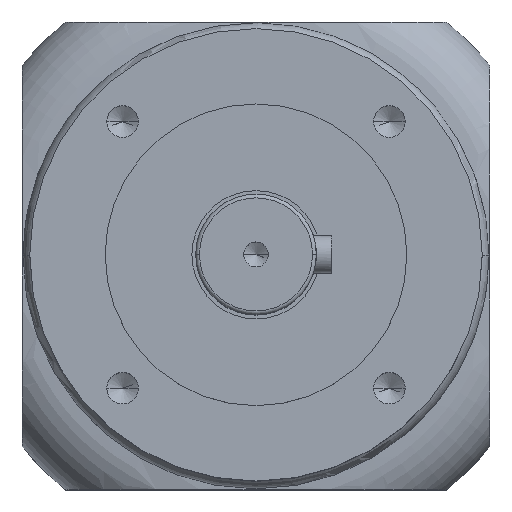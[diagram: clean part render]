
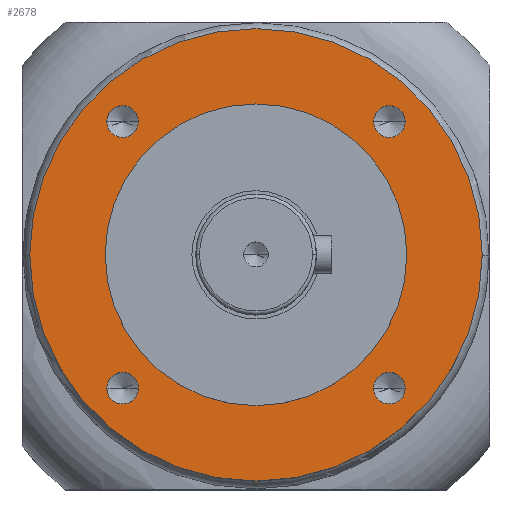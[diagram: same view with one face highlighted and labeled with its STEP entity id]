
A CAD part, top view. The second image highlights one B-rep face of the part: STEP entity #2678.
In plain terms, the highlighted planar face has unit normal (0, 0, 1).
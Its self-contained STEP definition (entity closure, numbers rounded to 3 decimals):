
#50 = CARTESIAN_POINT ( 'NONE',  ( 17.678, -17.678, -31. ) ) ;
#59 = CARTESIAN_POINT ( 'NONE',  ( 0., 30., -31. ) ) ;
#83 = FACE_BOUND ( 'NONE', #2065, .T. ) ;
#111 = CIRCLE ( 'NONE', #2712, 2.1 ) ;
#318 = CARTESIAN_POINT ( 'NONE',  ( -17.678, 17.678, -31. ) ) ;
#329 = CIRCLE ( 'NONE', #3379, 20. ) ;
#437 = EDGE_CURVE ( 'NONE', #5715, #3518, #111, .T. ) ;
#442 = DIRECTION ( 'NONE',  ( 0., 0., 1. ) ) ;
#491 = AXIS2_PLACEMENT_3D ( 'NONE', #1237, #4746, #1748 ) ;
#560 = DIRECTION ( 'NONE',  ( 1., 0., 0. ) ) ;
#630 = VERTEX_POINT ( 'NONE', #5002 ) ;
#668 = DIRECTION ( 'NONE',  ( 0., 0., 1. ) ) ;
#782 = AXIS2_PLACEMENT_3D ( 'NONE', #4158, #1176, #4673 ) ;
#788 = CIRCLE ( 'NONE', #6398, 2.1 ) ;
#975 = CARTESIAN_POINT ( 'NONE',  ( 0., 0., -31. ) ) ;
#1039 = EDGE_LOOP ( 'NONE', ( #3382, #3434 ) ) ;
#1111 = EDGE_LOOP ( 'NONE', ( #3591, #3600 ) ) ;
#1176 = DIRECTION ( 'NONE',  ( 0., 0., 1. ) ) ;
#1237 = CARTESIAN_POINT ( 'NONE',  ( 0., 0., -31. ) ) ;
#1267 = FACE_BOUND ( 'NONE', #1111, .T. ) ;
#1310 = AXIS2_PLACEMENT_3D ( 'NONE', #975, #4462, #1463 ) ;
#1314 = EDGE_CURVE ( 'NONE', #3518, #5715, #3639, .T. ) ;
#1463 = DIRECTION ( 'NONE',  ( 1., 0., 0. ) ) ;
#1468 = DIRECTION ( 'NONE',  ( 1., 0., 0. ) ) ;
#1480 = AXIS2_PLACEMENT_3D ( 'NONE', #59, #2577, #6099 ) ;
#1585 = CARTESIAN_POINT ( 'NONE',  ( 0., 0., -31. ) ) ;
#1606 = CARTESIAN_POINT ( 'NONE',  ( 19.778, -17.678, -31. ) ) ;
#1748 = DIRECTION ( 'NONE',  ( 1., 0., 0. ) ) ;
#1815 = CIRCLE ( 'NONE', #6392, 2.1 ) ;
#1857 = CARTESIAN_POINT ( 'NONE',  ( 17.678, 17.678, -31. ) ) ;
#1870 = EDGE_CURVE ( 'NONE', #630, #2706, #2482, .T. ) ;
#1907 = CARTESIAN_POINT ( 'NONE',  ( -17.678, -17.678, -31. ) ) ;
#1980 = EDGE_CURVE ( 'NONE', #6378, #5798, #2175, .T. ) ;
#2065 = EDGE_LOOP ( 'NONE', ( #3450, #3468 ) ) ;
#2095 = DIRECTION ( 'NONE',  ( 1., 0., 0. ) ) ;
#2104 = EDGE_CURVE ( 'NONE', #2706, #630, #2701, .T. ) ;
#2116 = CARTESIAN_POINT ( 'NONE',  ( -15.578, -17.678, -31. ) ) ;
#2175 = CIRCLE ( 'NONE', #1310, 30. ) ;
#2374 = DIRECTION ( 'NONE',  ( 1., 0., 0. ) ) ;
#2393 = CARTESIAN_POINT ( 'NONE',  ( 19.778, 17.678, -31. ) ) ;
#2416 = DIRECTION ( 'NONE',  ( 1., 0., 0. ) ) ;
#2442 = CIRCLE ( 'NONE', #782, 2.1 ) ;
#2457 = DIRECTION ( 'NONE',  ( 0., 0., 1. ) ) ;
#2482 = CIRCLE ( 'NONE', #5800, 2.1 ) ;
#2501 = CARTESIAN_POINT ( 'NONE',  ( 30., 0., -31. ) ) ;
#2575 = VERTEX_POINT ( 'NONE', #2966 ) ;
#2577 = DIRECTION ( 'NONE',  ( 0., 0., -1. ) ) ;
#2678 = ADVANCED_FACE ( 'NONE', ( #5104, #3756, #83, #1267, #4942, #6280 ), #5082, .F. ) ;
#2701 = CIRCLE ( 'NONE', #3310, 2.1 ) ;
#2706 = VERTEX_POINT ( 'NONE', #2116 ) ;
#2712 = AXIS2_PLACEMENT_3D ( 'NONE', #4548, #4212, #4075 ) ;
#2966 = CARTESIAN_POINT ( 'NONE',  ( -20., 0., -31. ) ) ;
#3104 = EDGE_CURVE ( 'NONE', #5330, #4580, #788, .T. ) ;
#3127 = VERTEX_POINT ( 'NONE', #3362 ) ;
#3142 = AXIS2_PLACEMENT_3D ( 'NONE', #318, #6507, #1468 ) ;
#3246 = AXIS2_PLACEMENT_3D ( 'NONE', #3456, #442, #3931 ) ;
#3249 = EDGE_CURVE ( 'NONE', #2575, #3127, #4289, .T. ) ;
#3304 = ORIENTED_EDGE ( 'NONE', *, *, #437, .F. ) ;
#3310 = AXIS2_PLACEMENT_3D ( 'NONE', #5452, #2457, #5965 ) ;
#3332 = EDGE_CURVE ( 'NONE', #5962, #5721, #4852, .T. ) ;
#3351 = ORIENTED_EDGE ( 'NONE', *, *, #1314, .F. ) ;
#3360 = EDGE_LOOP ( 'NONE', ( #3304, #3351 ) ) ;
#3362 = CARTESIAN_POINT ( 'NONE',  ( 20., 0., -31. ) ) ;
#3379 = AXIS2_PLACEMENT_3D ( 'NONE', #1585, #5085, #2095 ) ;
#3382 = ORIENTED_EDGE ( 'NONE', *, *, #3862, .F. ) ;
#3403 = CARTESIAN_POINT ( 'NONE',  ( -19.778, 17.678, -31. ) ) ;
#3434 = ORIENTED_EDGE ( 'NONE', *, *, #3104, .F. ) ;
#3450 = ORIENTED_EDGE ( 'NONE', *, *, #3332, .F. ) ;
#3456 = CARTESIAN_POINT ( 'NONE',  ( 0., 0., -31. ) ) ;
#3468 = ORIENTED_EDGE ( 'NONE', *, *, #3770, .F. ) ;
#3469 = CIRCLE ( 'NONE', #491, 30. ) ;
#3518 = VERTEX_POINT ( 'NONE', #3403 ) ;
#3560 = DIRECTION ( 'NONE',  ( 0., 0., 1. ) ) ;
#3591 = ORIENTED_EDGE ( 'NONE', *, *, #2104, .F. ) ;
#3600 = ORIENTED_EDGE ( 'NONE', *, *, #1870, .F. ) ;
#3620 = ORIENTED_EDGE ( 'NONE', *, *, #5450, .F. ) ;
#3629 = ORIENTED_EDGE ( 'NONE', *, *, #3249, .F. ) ;
#3639 = CIRCLE ( 'NONE', #3142, 2.1 ) ;
#3650 = CARTESIAN_POINT ( 'NONE',  ( 17.678, -17.678, -31. ) ) ;
#3678 = ORIENTED_EDGE ( 'NONE', *, *, #4901, .T. ) ;
#3696 = ORIENTED_EDGE ( 'NONE', *, *, #1980, .T. ) ;
#3697 = EDGE_LOOP ( 'NONE', ( #3678, #3696 ) ) ;
#3756 = FACE_BOUND ( 'NONE', #1039, .T. ) ;
#3770 = EDGE_CURVE ( 'NONE', #5721, #5962, #1815, .T. ) ;
#3862 = EDGE_CURVE ( 'NONE', #4580, #5330, #2442, .T. ) ;
#3931 = DIRECTION ( 'NONE',  ( 1., 0., 0. ) ) ;
#3990 = CARTESIAN_POINT ( 'NONE',  ( -30., 0., -31. ) ) ;
#4075 = DIRECTION ( 'NONE',  ( 1., 0., 0. ) ) ;
#4144 = DIRECTION ( 'NONE',  ( 1., 0., 0. ) ) ;
#4158 = CARTESIAN_POINT ( 'NONE',  ( 17.678, 17.678, -31. ) ) ;
#4212 = DIRECTION ( 'NONE',  ( 0., 0., 1. ) ) ;
#4289 = CIRCLE ( 'NONE', #3246, 20. ) ;
#4462 = DIRECTION ( 'NONE',  ( 0., 0., 1. ) ) ;
#4548 = CARTESIAN_POINT ( 'NONE',  ( -17.678, 17.678, -31. ) ) ;
#4580 = VERTEX_POINT ( 'NONE', #2393 ) ;
#4673 = DIRECTION ( 'NONE',  ( 1., 0., 0. ) ) ;
#4746 = DIRECTION ( 'NONE',  ( 0., 0., 1. ) ) ;
#4852 = CIRCLE ( 'NONE', #6283, 2.1 ) ;
#4901 = EDGE_CURVE ( 'NONE', #5798, #6378, #3469, .T. ) ;
#4926 = CARTESIAN_POINT ( 'NONE',  ( 15.578, 17.678, -31. ) ) ;
#4942 = FACE_BOUND ( 'NONE', #5341, .T. ) ;
#5002 = CARTESIAN_POINT ( 'NONE',  ( -19.778, -17.678, -31. ) ) ;
#5082 = PLANE ( 'NONE',  #1480 ) ;
#5085 = DIRECTION ( 'NONE',  ( 0., 0., 1. ) ) ;
#5104 = FACE_BOUND ( 'NONE', #3360, .T. ) ;
#5330 = VERTEX_POINT ( 'NONE', #4926 ) ;
#5341 = EDGE_LOOP ( 'NONE', ( #3620, #3629 ) ) ;
#5365 = DIRECTION ( 'NONE',  ( 0., 0., 1. ) ) ;
#5414 = CARTESIAN_POINT ( 'NONE',  ( -15.578, 17.678, -31. ) ) ;
#5415 = DIRECTION ( 'NONE',  ( 0., 0., 1. ) ) ;
#5450 = EDGE_CURVE ( 'NONE', #3127, #2575, #329, .T. ) ;
#5452 = CARTESIAN_POINT ( 'NONE',  ( -17.678, -17.678, -31. ) ) ;
#5715 = VERTEX_POINT ( 'NONE', #5414 ) ;
#5721 = VERTEX_POINT ( 'NONE', #6414 ) ;
#5798 = VERTEX_POINT ( 'NONE', #2501 ) ;
#5800 = AXIS2_PLACEMENT_3D ( 'NONE', #1907, #5415, #2416 ) ;
#5962 = VERTEX_POINT ( 'NONE', #1606 ) ;
#5965 = DIRECTION ( 'NONE',  ( 1., 0., 0. ) ) ;
#6099 = DIRECTION ( 'NONE',  ( -1., 0., 0. ) ) ;
#6280 = FACE_OUTER_BOUND ( 'NONE', #3697, .T. ) ;
#6283 = AXIS2_PLACEMENT_3D ( 'NONE', #3650, #668, #4144 ) ;
#6378 = VERTEX_POINT ( 'NONE', #3990 ) ;
#6392 = AXIS2_PLACEMENT_3D ( 'NONE', #50, #3560, #560 ) ;
#6398 = AXIS2_PLACEMENT_3D ( 'NONE', #1857, #5365, #2374 ) ;
#6414 = CARTESIAN_POINT ( 'NONE',  ( 15.578, -17.678, -31. ) ) ;
#6507 = DIRECTION ( 'NONE',  ( 0., 0., 1. ) ) ;
